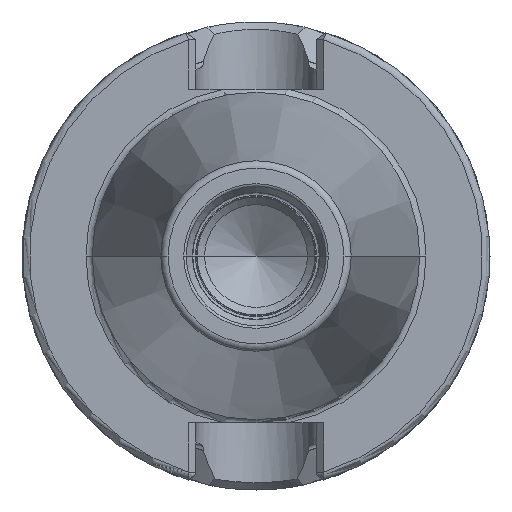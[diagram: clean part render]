
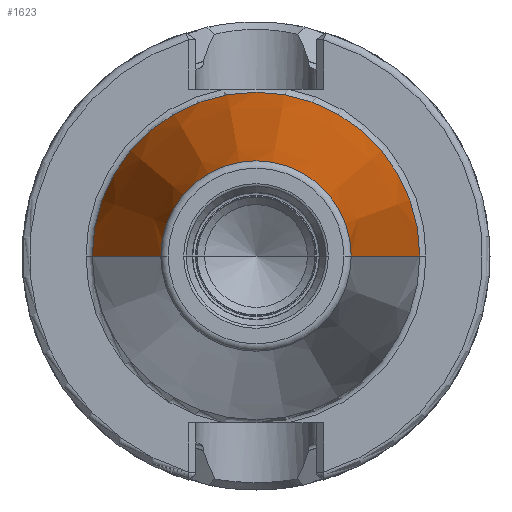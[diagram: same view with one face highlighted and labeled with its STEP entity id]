
A CAD part, left-side view. The second image highlights one B-rep face of the part: STEP entity #1623.
In plain terms, the highlighted conical face has half-angle 8.298 degrees and reference radius 17.426 mm.
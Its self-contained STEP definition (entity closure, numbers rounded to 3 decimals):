
#37=CARTESIAN_POINT('',(-64.544,0.,0.));
#38=DIRECTION('',(1.,0.,0.));
#39=DIRECTION('',(0.,1.,0.));
#40=AXIS2_PLACEMENT_3D('',#37,#38,#39);
#42=CARTESIAN_POINT('',(-1.267,0.,0.));
#43=DIRECTION('',(1.,0.,0.));
#44=DIRECTION('',(0.,1.,0.));
#45=AXIS2_PLACEMENT_3D('',#42,#43,#44);
#47=DIRECTION('',(-0.99,-0.144,0.));
#48=VECTOR('',#47,63.947);
#49=CARTESIAN_POINT('',(-1.267,22.04,0.));
#50=LINE('',#49,#48);
#51=DIRECTION('',(-0.99,0.144,0.));
#52=VECTOR('',#51,63.947);
#53=CARTESIAN_POINT('',(-1.267,-22.04,0.));
#54=LINE('',#53,#52);
#1304=CARTESIAN_POINT('',(-64.544,12.812,0.));
#1306=VERTEX_POINT('',#1304);
#1308=CARTESIAN_POINT('',(-64.544,-12.812,0.));
#1310=VERTEX_POINT('',#1308);
#1523=CARTESIAN_POINT('',(-1.267,22.04,0.));
#1524=VERTEX_POINT('',#1523);
#1525=CARTESIAN_POINT('',(-1.267,-22.04,0.));
#1526=VERTEX_POINT('',#1525);
#1609=CARTESIAN_POINT('',(-32.906,0.,0.));
#1610=DIRECTION('',(1.,0.,0.));
#1611=DIRECTION('',(0.,-1.,0.));
#1612=AXIS2_PLACEMENT_3D('',#1609,#1610,#1611);
#1613=CONICAL_SURFACE('',#1612,17.426,8.298);
#1615=ORIENTED_EDGE('',*,*,#1614,.F.);
#1617=ORIENTED_EDGE('',*,*,#1616,.T.);
#1619=ORIENTED_EDGE('',*,*,#1618,.T.);
#1620=ORIENTED_EDGE('',*,*,#1602,.F.);
#1621=EDGE_LOOP('',(#1615,#1617,#1619,#1620));
#1622=FACE_OUTER_BOUND('',#1621,.F.);
#1623=ADVANCED_FACE('',(#1622),#1613,.T.);
#41=CIRCLE('',#40,12.812);
#46=CIRCLE('',#45,22.04);
#1602=EDGE_CURVE('',#1306,#1310,#41,.T.);
#1614=EDGE_CURVE('',#1524,#1306,#50,.T.);
#1616=EDGE_CURVE('',#1524,#1526,#46,.T.);
#1618=EDGE_CURVE('',#1526,#1310,#54,.T.);
